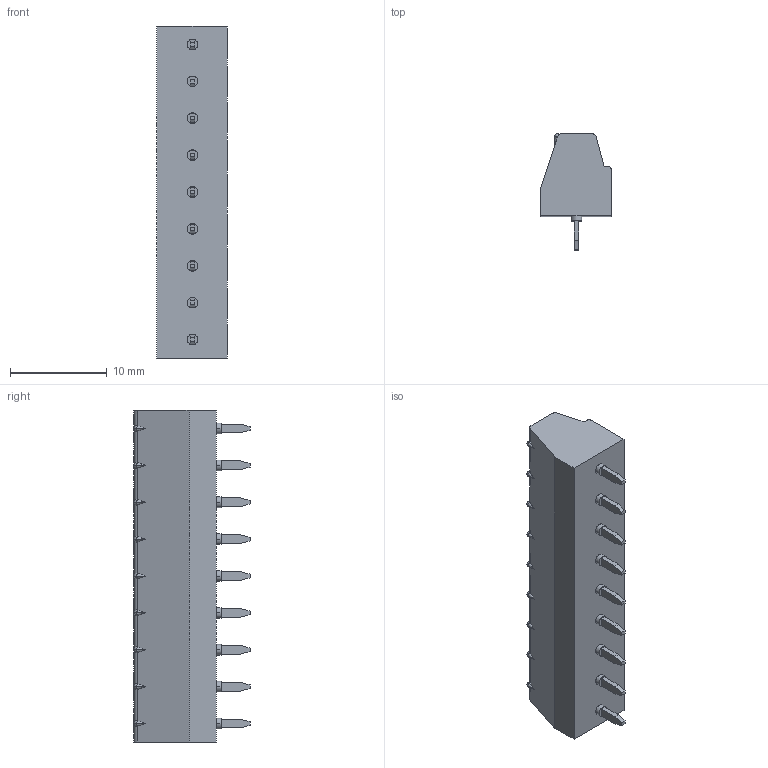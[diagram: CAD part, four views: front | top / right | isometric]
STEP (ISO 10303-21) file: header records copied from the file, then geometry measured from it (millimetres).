
FILE_DESCRIPTION(('STEP AP203'),'1');
FILE_NAME('1727081.stp','2020-10-23T09:32:56',('TraceParts'),('TraceParts S.A.'),'Spatial InterOp 3D',' ',' ');
FILE_SCHEMA(('CONFIG_CONTROL_DESIGN'));
Length unit declared in the file: millimetre
Products named in the file (1): 1
Bounding box: 7.3 x 12 x 34.29 mm (x, y, z)
Volume: 1670 mm3; surface area: 1515.1 mm2
Topology: 1 solids, 1 shells, 384 faces, 1053 edges, 684 vertices
Faces by surface type: plane 242, cylinder 106, torus 18, cone 18
Entity records: 13208 total; most frequent: CARTESIAN_POINT 3355, DIRECTION 2053, ORIENTED_EDGE 2034, EDGE_CURVE 1017, AXIS2_PLACEMENT_3D 687, VERTEX_POINT 684, LINE 679, VECTOR 679
